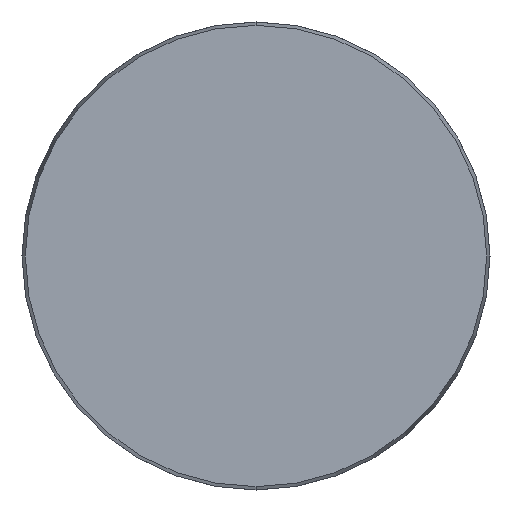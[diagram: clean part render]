
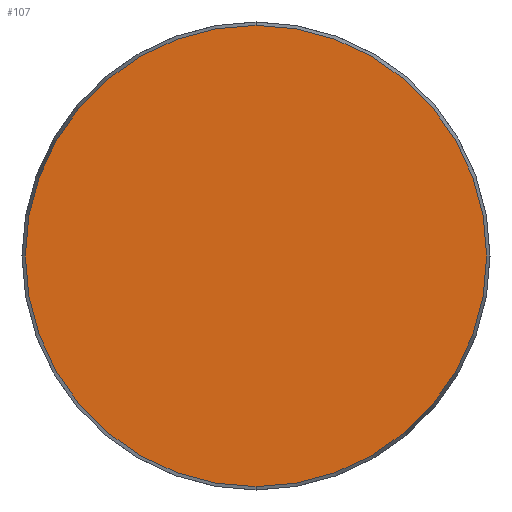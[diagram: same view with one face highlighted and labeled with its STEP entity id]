
A CAD part, front view. The second image highlights one B-rep face of the part: STEP entity #107.
In plain terms, the highlighted planar face has unit normal (0, -1, 0).
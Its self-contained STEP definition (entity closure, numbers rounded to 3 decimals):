
#4 = DIRECTION ( 'NONE',  ( 0., 0., 1. ) ) ;
#12 = CARTESIAN_POINT ( 'NONE',  ( -59.143, 0., 0. ) ) ;
#28 = AXIS2_PLACEMENT_3D ( 'NONE', #176, #1008, #543 ) ;
#61 = CIRCLE ( 'NONE', #1123, 59.143 ) ;
#107 = ADVANCED_FACE ( 'NONE', ( #821 ), #816, .F. ) ;
#159 = EDGE_CURVE ( 'NONE', #614, #655, #1152, .T. ) ;
#176 = CARTESIAN_POINT ( 'NONE',  ( 0., 0., 0. ) ) ;
#202 = DIRECTION ( 'NONE',  ( 0., 1., 0. ) ) ;
#223 = CARTESIAN_POINT ( 'NONE',  ( 0., 0., -59.143 ) ) ;
#236 = DIRECTION ( 'NONE',  ( 0., -1., 0. ) ) ;
#258 = AXIS2_PLACEMENT_3D ( 'NONE', #12, #202, #4 ) ;
#425 = CARTESIAN_POINT ( 'NONE',  ( 0., 0., 0. ) ) ;
#478 = ORIENTED_EDGE ( 'NONE', *, *, #159, .T. ) ;
#543 = DIRECTION ( 'NONE',  ( 0., 0., -1. ) ) ;
#614 = VERTEX_POINT ( 'NONE', #223 ) ;
#655 = VERTEX_POINT ( 'NONE', #863 ) ;
#758 = EDGE_CURVE ( 'NONE', #655, #614, #61, .T. ) ;
#788 = ORIENTED_EDGE ( 'NONE', *, *, #758, .T. ) ;
#816 = PLANE ( 'NONE',  #258 ) ;
#821 = FACE_OUTER_BOUND ( 'NONE', #1029, .T. ) ;
#863 = CARTESIAN_POINT ( 'NONE',  ( 0., 0., 59.143 ) ) ;
#1008 = DIRECTION ( 'NONE',  ( 0., -1., 0. ) ) ;
#1029 = EDGE_LOOP ( 'NONE', ( #788, #478 ) ) ;
#1123 = AXIS2_PLACEMENT_3D ( 'NONE', #425, #236, #1155 ) ;
#1152 = CIRCLE ( 'NONE', #28, 59.143 ) ;
#1155 = DIRECTION ( 'NONE',  ( 0., 0., -1. ) ) ;
